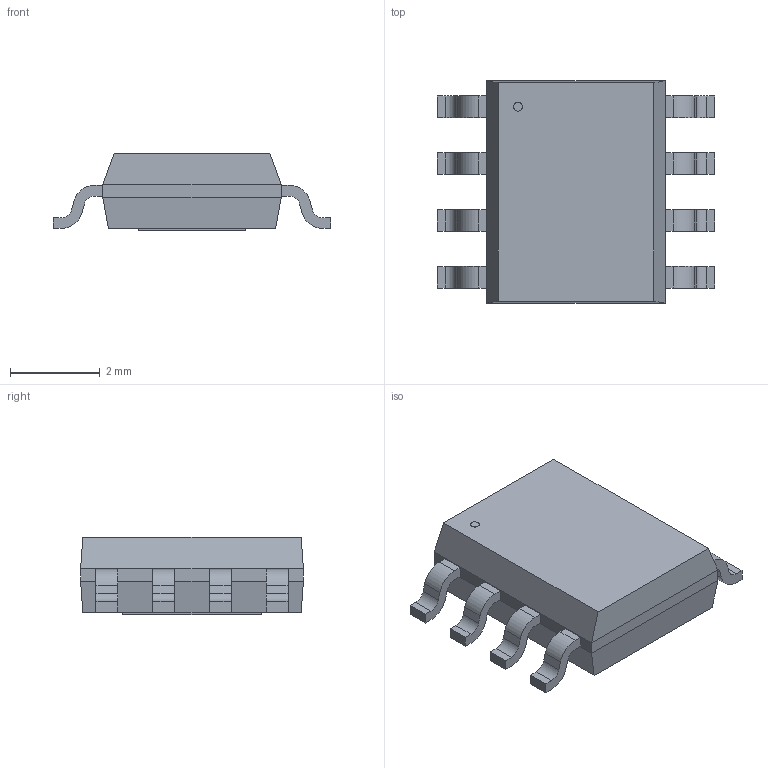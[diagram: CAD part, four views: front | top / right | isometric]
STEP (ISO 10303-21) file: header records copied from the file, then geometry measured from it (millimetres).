
FILE_DESCRIPTION(('STEP AP214'),'1');
FILE_NAME('DDA8_3P1X2P4_TEX','2020-07-03T21:24:05',(''),(''),'','','');
FILE_SCHEMA(('AUTOMOTIVE_DESIGN'));
Length unit declared in the file: millimetre
Products named in the file (1): product
Bounding box: 6.2 x 4.98 x 1.73 mm (x, y, z)
Volume: 33.5 mm3; surface area: 99.8 mm2
Topology: 11 solids, 11 shells, 135 faces, 331 edges, 218 vertices
Faces by surface type: plane 102, cylinder 33
Full cylindrical faces by diameter (mm): 0.199 x1
Entity records: 3816 total; most frequent: DIRECTION 670, ORIENTED_EDGE 660, CARTESIAN_POINT 389, EDGE_CURVE 330, LINE 264, VECTOR 264, VERTEX_POINT 218, AXIS2_PLACEMENT_3D 203
